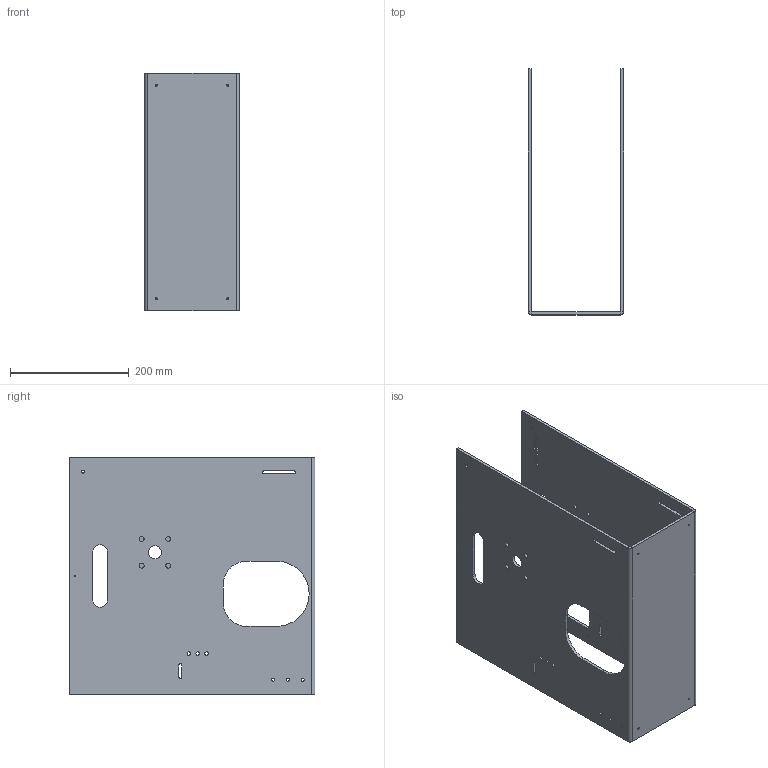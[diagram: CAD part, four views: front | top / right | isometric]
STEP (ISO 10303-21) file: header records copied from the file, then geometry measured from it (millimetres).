
FILE_DESCRIPTION (( 'STEP AP214' ), '1' );
FILE_NAME ('Metal Case_v1.1.STEP', '2020-04-05T21:22:00', ( '' ), ( '' ), 'SwSTEP 2.0', 'SolidWorks 2020', '' );
FILE_SCHEMA (( 'AUTOMOTIVE_DESIGN' ));
Length unit declared in the file: millimetre
Products named in the file (1): Metal Case_v1.1
Bounding box: 160.4 x 415 x 400 mm (x, y, z)
Volume: 1759634.8 mm3; surface area: 732566.7 mm2
Topology: 1 solids, 1 shells, 275 faces, 803 edges, 530 vertices
Faces by surface type: plane 120, cylinder 102, bspline 53
Entity records: 11777 total; most frequent: CARTESIAN_POINT 4394, ORIENTED_EDGE 1606, DIRECTION 1347, EDGE_CURVE 803, VERTEX_POINT 530, LINE 493, VECTOR 493, AXIS2_PLACEMENT_3D 427
